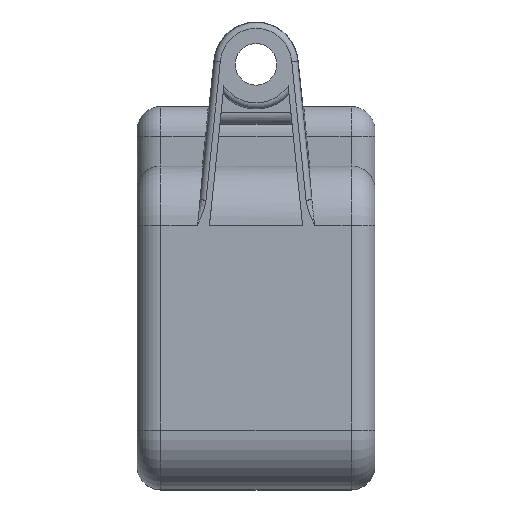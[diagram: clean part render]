
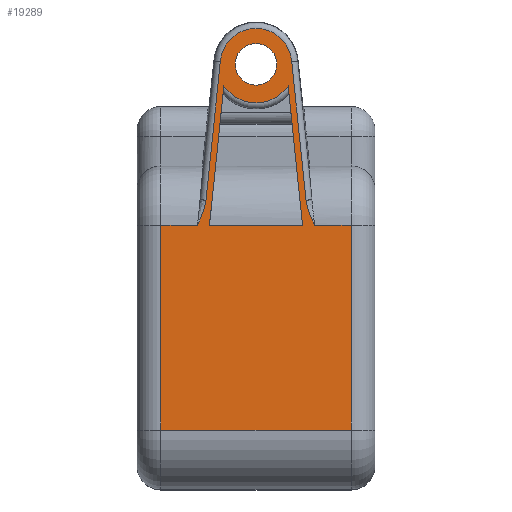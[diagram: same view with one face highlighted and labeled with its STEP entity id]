
A CAD part, top view. The second image highlights one B-rep face of the part: STEP entity #19289.
In plain terms, the highlighted planar face has unit normal (0, 0, 1).
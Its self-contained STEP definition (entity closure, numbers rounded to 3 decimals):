
#722=CIRCLE('',#20232,3.009);
#783=CIRCLE('',#20351,1.75);
#920=CIRCLE('',#20724,3.25);
#1499=B_SPLINE_CURVE_WITH_KNOTS('',3,(#29612,#29613,#29614,#29615,#29616,
#29617,#29618,#29619,#29620,#29621),.UNSPECIFIED.,.F.,.F.,(4,2,2,2,4),(0.,
0.001,0.001,0.002,0.002),
 .UNSPECIFIED.);
#1642=B_SPLINE_CURVE_WITH_KNOTS('',3,(#34406,#34407,#34408,#34409,#34410,
#34411,#34412,#34413,#34414,#34415),.UNSPECIFIED.,.F.,.F.,(4,3,3,4),(0.,
0.5,0.75,1.),.UNSPECIFIED.);
#4231=ORIENTED_EDGE('',*,*,#9021,.F.);
#4232=ORIENTED_EDGE('',*,*,#9022,.T.);
#4233=ORIENTED_EDGE('',*,*,#9014,.F.);
#4234=ORIENTED_EDGE('',*,*,#8466,.F.);
#4235=ORIENTED_EDGE('',*,*,#8480,.F.);
#4236=ORIENTED_EDGE('',*,*,#8479,.T.);
#4237=ORIENTED_EDGE('',*,*,#9010,.F.);
#4238=ORIENTED_EDGE('',*,*,#8357,.F.);
#4239=ORIENTED_EDGE('',*,*,#8353,.T.);
#4240=ORIENTED_EDGE('',*,*,#8362,.T.);
#4241=ORIENTED_EDGE('',*,*,#8477,.T.);
#4242=ORIENTED_EDGE('',*,*,#9023,.T.);
#4243=ORIENTED_EDGE('',*,*,#9020,.F.);
#4244=ORIENTED_EDGE('',*,*,#9024,.T.);
#4245=ORIENTED_EDGE('',*,*,#9025,.F.);
#8353=EDGE_CURVE('',#11172,#11171,#13019,.T.);
#8357=EDGE_CURVE('',#11172,#11175,#1499,.T.);
#8362=EDGE_CURVE('',#11171,#11177,#722,.T.);
#8466=EDGE_CURVE('',#11225,#11228,#13041,.T.);
#8477=EDGE_CURVE('',#11234,#11234,#783,.T.);
#8479=EDGE_CURVE('',#11233,#11232,#13043,.T.);
#8480=EDGE_CURVE('',#11233,#11225,#13044,.T.);
#9010=EDGE_CURVE('',#11175,#11232,#13311,.T.);
#9014=EDGE_CURVE('',#11228,#11515,#13312,.T.);
#9020=EDGE_CURVE('',#11518,#11516,#13314,.T.);
#9021=EDGE_CURVE('',#11519,#11177,#13315,.T.);
#9022=EDGE_CURVE('',#11519,#11515,#1642,.T.);
#9023=EDGE_CURVE('',#11520,#11516,#13316,.T.);
#9024=EDGE_CURVE('',#11518,#11521,#920,.T.);
#9025=EDGE_CURVE('',#11520,#11521,#13317,.T.);
#11171=VERTEX_POINT('',#29568);
#11172=VERTEX_POINT('',#29570);
#11175=VERTEX_POINT('',#29622);
#11177=VERTEX_POINT('',#29632);
#11225=VERTEX_POINT('',#29970);
#11228=VERTEX_POINT('',#29978);
#11232=VERTEX_POINT('',#29990);
#11233=VERTEX_POINT('',#29995);
#11234=VERTEX_POINT('',#29999);
#11515=VERTEX_POINT('',#34383);
#11516=VERTEX_POINT('',#34393);
#11518=VERTEX_POINT('',#34401);
#11519=VERTEX_POINT('',#34405);
#11520=VERTEX_POINT('',#34417);
#11521=VERTEX_POINT('',#34419);
#13019=LINE('',#29569,#14699);
#13041=LINE('',#29977,#14721);
#13043=LINE('',#30003,#14723);
#13044=LINE('',#30005,#14724);
#13311=LINE('',#34375,#14991);
#13312=LINE('',#34382,#14992);
#13314=LINE('',#34402,#14994);
#13315=LINE('',#34404,#14995);
#13316=LINE('',#34416,#14996);
#13317=LINE('',#34420,#14997);
#14699=VECTOR('',#22802,1000.);
#14721=VECTOR('',#23050,1000.);
#14723=VECTOR('',#23084,1000.);
#14724=VECTOR('',#23087,1000.);
#14991=VECTOR('',#24072,1000.);
#14992=VECTOR('',#24081,1000.);
#14994=VECTOR('',#24093,1000.);
#14995=VECTOR('',#24096,1000.);
#14996=VECTOR('',#24097,1000.);
#14997=VECTOR('',#24100,1000.);
#16431=EDGE_LOOP('',(#4231,#4232,#4233,#4234,#4235,#4236,#4237,#4238,#4239,
#4240));
#16432=EDGE_LOOP('',(#4241));
#16433=EDGE_LOOP('',(#4242,#4243,#4244,#4245));
#17613=FACE_BOUND('',#16431,.T.);
#17614=FACE_BOUND('',#16432,.T.);
#17615=FACE_BOUND('',#16433,.T.);
#18530=PLANE('',#20723);
#19289=ADVANCED_FACE('',(#17613,#17614,#17615),#18530,.T.);
#20232=AXIS2_PLACEMENT_3D('',#29633,#22817,#22818);
#20351=AXIS2_PLACEMENT_3D('',#29998,#23078,#23079);
#20723=AXIS2_PLACEMENT_3D('',#34403,#24094,#24095);
#20724=AXIS2_PLACEMENT_3D('',#34418,#24098,#24099);
#22802=DIRECTION('',(-0.103,0.995,0.));
#22817=DIRECTION('',(0.,0.,1.));
#22818=DIRECTION('',(0.,1.,0.));
#23050=DIRECTION('',(0.,1.,0.));
#23078=DIRECTION('',(0.,0.,-1.));
#23079=DIRECTION('',(-1.,0.,0.));
#23084=DIRECTION('',(0.,1.,0.));
#23087=DIRECTION('',(-1.,0.,0.));
#24072=DIRECTION('',(1.,0.,0.));
#24081=DIRECTION('',(1.,0.,0.));
#24093=DIRECTION('',(-0.103,-0.995,0.));
#24094=DIRECTION('',(0.,0.,1.));
#24095=DIRECTION('',(0.,-1.,0.));
#24096=DIRECTION('',(0.103,0.995,0.));
#24097=DIRECTION('',(-1.,0.,0.));
#24098=DIRECTION('',(0.,0.,1.));
#24099=DIRECTION('',(0.,1.,0.));
#24100=DIRECTION('',(-0.103,0.995,0.));
#29568=CARTESIAN_POINT('',(1378.002,-767.054,14.4));
#29569=CARTESIAN_POINT('',(1380.005,-786.381,14.4));
#29570=CARTESIAN_POINT('',(1379.208,-778.689,14.4));
#29612=CARTESIAN_POINT('',(1379.208,-778.689,14.4));
#29613=CARTESIAN_POINT('',(1379.227,-778.877,14.4));
#29614=CARTESIAN_POINT('',(1379.265,-779.061,14.4));
#29615=CARTESIAN_POINT('',(1379.362,-779.42,14.4));
#29616=CARTESIAN_POINT('',(1379.42,-779.596,14.4));
#29617=CARTESIAN_POINT('',(1379.549,-779.944,14.4));
#29618=CARTESIAN_POINT('',(1379.62,-780.116,14.4));
#29619=CARTESIAN_POINT('',(1379.767,-780.459,14.4));
#29620=CARTESIAN_POINT('',(1379.843,-780.627,14.4));
#29621=CARTESIAN_POINT('',(1379.92,-780.799,14.4));
#29622=CARTESIAN_POINT('',(1379.92,-780.799,14.4));
#29632=CARTESIAN_POINT('',(1371.998,-767.054,14.4));
#29633=CARTESIAN_POINT('',(1375.,-767.258,14.4));
#29970=CARTESIAN_POINT('',(1367.,-798.,14.4));
#29977=CARTESIAN_POINT('',(1367.,-786.9,14.4));
#29978=CARTESIAN_POINT('',(1367.,-780.799,14.4));
#29990=CARTESIAN_POINT('',(1383.,-780.799,14.4));
#29995=CARTESIAN_POINT('',(1383.,-798.,14.4));
#29998=CARTESIAN_POINT('',(1375.,-767.258,14.4));
#29999=CARTESIAN_POINT('',(1373.25,-767.258,14.4));
#30003=CARTESIAN_POINT('',(1383.,-786.9,14.4));
#30005=CARTESIAN_POINT('',(1375.,-798.,14.4));
#34375=CARTESIAN_POINT('',(1375.,-780.799,14.4));
#34382=CARTESIAN_POINT('',(1375.,-780.799,14.4));
#34383=CARTESIAN_POINT('',(1370.08,-780.799,14.4));
#34393=CARTESIAN_POINT('',(1371.085,-780.799,14.4));
#34401=CARTESIAN_POINT('',(1372.301,-769.068,14.4));
#34402=CARTESIAN_POINT('',(1370.501,-786.434,14.4));
#34403=CARTESIAN_POINT('',(1375.,-786.9,14.4));
#34404=CARTESIAN_POINT('',(1369.995,-786.381,14.4));
#34405=CARTESIAN_POINT('',(1370.792,-778.689,14.4));
#34406=CARTESIAN_POINT('',(1370.792,-778.689,14.4));
#34407=CARTESIAN_POINT('',(1370.761,-778.997,14.4));
#34408=CARTESIAN_POINT('',(1370.668,-779.357,14.4));
#34409=CARTESIAN_POINT('',(1370.515,-779.77,14.4));
#34410=CARTESIAN_POINT('',(1370.458,-779.923,14.4));
#34411=CARTESIAN_POINT('',(1370.389,-780.096,14.4));
#34412=CARTESIAN_POINT('',(1370.307,-780.287,14.4));
#34413=CARTESIAN_POINT('',(1370.255,-780.407,14.4));
#34414=CARTESIAN_POINT('',(1370.18,-780.578,14.4));
#34415=CARTESIAN_POINT('',(1370.08,-780.799,14.4));
#34416=CARTESIAN_POINT('',(1386.172,-780.799,14.4));
#34417=CARTESIAN_POINT('',(1378.915,-780.799,14.4));
#34418=CARTESIAN_POINT('',(1375.,-767.258,14.4));
#34419=CARTESIAN_POINT('',(1377.699,-769.068,14.4));
#34420=CARTESIAN_POINT('',(1379.499,-786.434,14.4));
